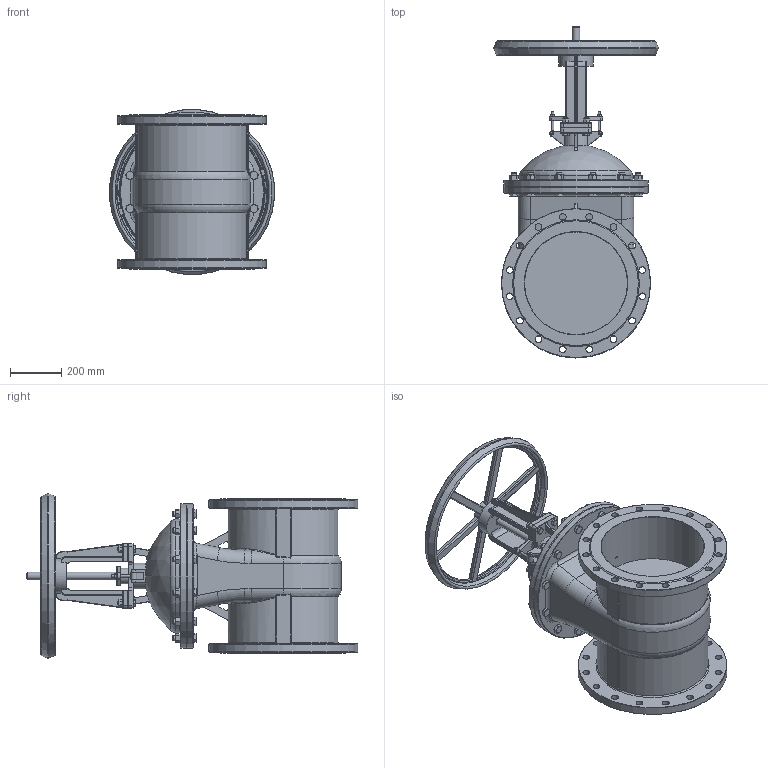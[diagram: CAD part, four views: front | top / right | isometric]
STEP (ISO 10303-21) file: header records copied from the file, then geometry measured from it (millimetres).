
FILE_DESCRIPTION(/* description */ (''),/* implementation_level */ '2;1');
FILE_NAME(/* name */ 'DN400_3D_STEP.stp',/* time_stamp */ '2024-02-08T21:51:26+03:00',/* author */ ('igorr'),/* organization */ (''),/* preprocessor_version */ 'ST-DEVELOPER v19.2',/* originating_system */ 'Autodesk Inventor 2023',/* authorisation */ '');
FILE_SCHEMA (('AUTOMOTIVE_DESIGN { 1 0 10303 214 3 1 1 }'));
Length unit declared in the file: millimetre
Products named in the file (8): Сборка; Деталь1; Деталь2; AS 1110 - M20 x 80; ANSI B18.2.4.2M - M20x2,5; ANSI B18.2.4.2M - M10x1,5; AS 1110 - M16 x 60; ANSI B18.2.4.2M - M16x2
Assembly tree (36 placements, depth 2):
  Сборка
    Деталь1
    Деталь2
    AS 1110 - M20 x 80  x12
    ANSI B18.2.4.2M - M20x2,5  x12
    ANSI B18.2.4.2M - M10x1,5  x2
    AS 1110 - M16 x 60  x4
    ANSI B18.2.4.2M - M16x2  x4
Bounding box: 640.87 x 1290.25 x 640.87 mm (x, y, z)
Volume: 96917995.7 mm3; surface area: 4042300.1 mm2
Topology: 40 solids, 40 shells, 1450 faces, 3431 edges, 2110 vertices
Faces by surface type: plane 622, cone 323, cylinder 313, torus 97, bspline 90, sphere 5
Full cylindrical faces by diameter (mm): 7 x4, 8.376 x2, 10 x4, 13.835 x4, 15 x12, 16 x4, 17.294 x12, 20 x36, 23 x2, 24 x4, 26 x32, 27.9 x12, 30 x14, 35 x1, 40 x1, 60 x1, 70 x2, 90 x1, 134.077 x1, 400 x2, 440 x2, 560 x2, 580 x2
Entity records: 29960 total; most frequent: CARTESIAN_POINT 9248, ORIENTED_EDGE 4132, DIRECTION 4060, EDGE_CURVE 2066, AXIS2_PLACEMENT_3D 1642, VERTEX_POINT 1298, EDGE_LOOP 998, FACE_OUTER_BOUND 813
